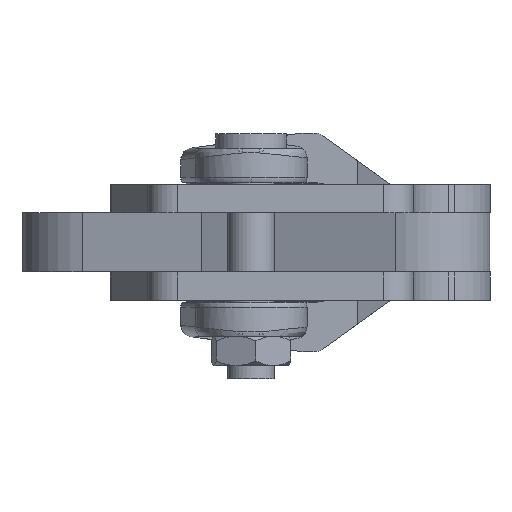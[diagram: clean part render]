
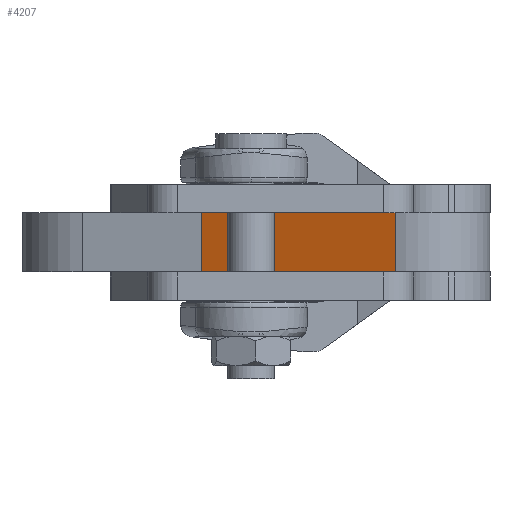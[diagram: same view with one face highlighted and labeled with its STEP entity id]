
A CAD part, front view. The second image highlights one B-rep face of the part: STEP entity #4207.
In plain terms, the highlighted planar face has unit normal (-0.391, -0.92, 0).
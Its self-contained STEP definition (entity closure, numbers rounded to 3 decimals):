
#384 = VECTOR ( 'NONE', #845, 1000. ) ;
#845 = DIRECTION ( 'NONE',  ( 0., 0., -1. ) ) ;
#854 = EDGE_LOOP ( 'NONE', ( #2547, #5195, #5100, #5092 ) ) ;
#999 = DIRECTION ( 'NONE',  ( -0.92, 0.391, 0. ) ) ;
#1569 = DIRECTION ( 'NONE',  ( 0.92, -0.391, 0. ) ) ;
#1732 = VECTOR ( 'NONE', #5025, 1000. ) ;
#2096 = LINE ( 'NONE', #3913, #384 ) ;
#2361 = VECTOR ( 'NONE', #1569, 1000. ) ;
#2547 = ORIENTED_EDGE ( 'NONE', *, *, #5782, .F. ) ;
#2561 = LINE ( 'NONE', #5888, #2361 ) ;
#2697 = VECTOR ( 'NONE', #999, 1000. ) ;
#3203 = DIRECTION ( 'NONE',  ( -0.92, 0.391, 0. ) ) ;
#3215 = DIRECTION ( 'NONE',  ( 0.391, 0.92, 0. ) ) ;
#3341 = PLANE ( 'NONE',  #6751 ) ;
#3363 = LINE ( 'NONE', #5225, #1732 ) ;
#3496 = CARTESIAN_POINT ( 'NONE',  ( -18.3, 55.415, 6. ) ) ;
#3671 = EDGE_CURVE ( 'NONE', #5553, #5594, #3363, .T. ) ;
#3913 = CARTESIAN_POINT ( 'NONE',  ( -18.3, 55.415, 6. ) ) ;
#4045 = CARTESIAN_POINT ( 'NONE',  ( -18.3, 55.415, 5. ) ) ;
#4207 = ADVANCED_FACE ( 'NONE', ( #4706 ), #3341, .F. ) ;
#4269 = CARTESIAN_POINT ( 'NONE',  ( -51.195, 69.383, 5. ) ) ;
#4551 = LINE ( 'NONE', #4691, #2697 ) ;
#4691 = CARTESIAN_POINT ( 'NONE',  ( -18.3, 55.415, 5. ) ) ;
#4706 = FACE_OUTER_BOUND ( 'NONE', #854, .T. ) ;
#5025 = DIRECTION ( 'NONE',  ( 0., 0., -1. ) ) ;
#5059 = CARTESIAN_POINT ( 'NONE',  ( -18.3, 55.415, -5. ) ) ;
#5092 = ORIENTED_EDGE ( 'NONE', *, *, #5872, .T. ) ;
#5100 = ORIENTED_EDGE ( 'NONE', *, *, #3671, .T. ) ;
#5195 = ORIENTED_EDGE ( 'NONE', *, *, #7258, .T. ) ;
#5225 = CARTESIAN_POINT ( 'NONE',  ( -51.195, 69.383, 6. ) ) ;
#5553 = VERTEX_POINT ( 'NONE', #4269 ) ;
#5594 = VERTEX_POINT ( 'NONE', #8057 ) ;
#5782 = EDGE_CURVE ( 'NONE', #5876, #6620, #2096, .T. ) ;
#5872 = EDGE_CURVE ( 'NONE', #5594, #6620, #2561, .T. ) ;
#5876 = VERTEX_POINT ( 'NONE', #4045 ) ;
#5888 = CARTESIAN_POINT ( 'NONE',  ( -18.3, 55.415, -5. ) ) ;
#6620 = VERTEX_POINT ( 'NONE', #5059 ) ;
#6751 = AXIS2_PLACEMENT_3D ( 'NONE', #3496, #3215, #3203 ) ;
#7258 = EDGE_CURVE ( 'NONE', #5876, #5553, #4551, .T. ) ;
#8057 = CARTESIAN_POINT ( 'NONE',  ( -51.195, 69.383, -5. ) ) ;
